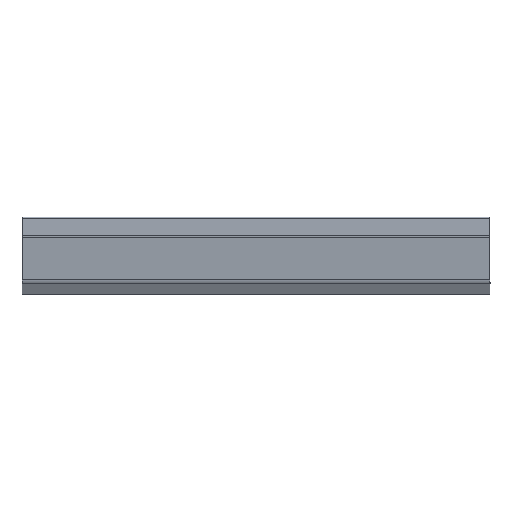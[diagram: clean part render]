
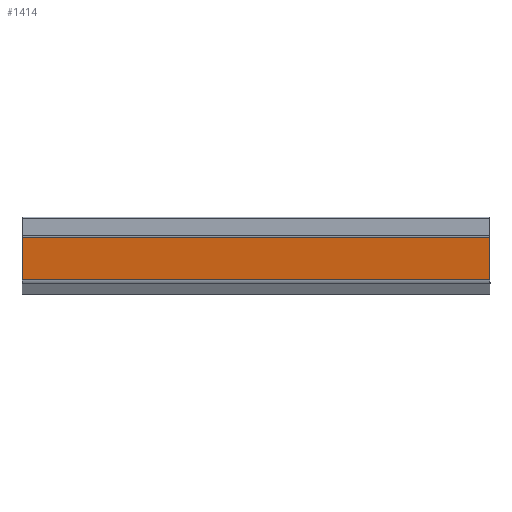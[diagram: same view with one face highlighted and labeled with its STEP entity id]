
A CAD part, left-side view. The second image highlights one B-rep face of the part: STEP entity #1414.
In plain terms, the highlighted planar face has unit normal (-0.994, 0, -0.107).
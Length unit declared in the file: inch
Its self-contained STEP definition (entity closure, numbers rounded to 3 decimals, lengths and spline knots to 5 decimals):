
#1 = VECTOR ( 'NONE', #751, 39.37008 ) ;
#90 = EDGE_CURVE ( 'NONE', #93, #427, #475, .T. ) ;
#93 = VERTEX_POINT ( 'NONE', #1323 ) ;
#127 = DIRECTION ( 'NONE',  ( -0.107, 0., 0.994 ) ) ;
#243 = CARTESIAN_POINT ( 'NONE',  ( -0.44878, 24., -3.22374 ) ) ;
#265 = DIRECTION ( 'NONE',  ( -0.107, 0., 0.994 ) ) ;
#309 = CARTESIAN_POINT ( 'NONE',  ( -0.4375, 0., -3.32883 ) ) ;
#322 = FACE_OUTER_BOUND ( 'NONE', #1158, .T. ) ;
#334 = CARTESIAN_POINT ( 'NONE',  ( -0.68464, 24., -1.02661 ) ) ;
#365 = AXIS2_PLACEMENT_3D ( 'NONE', #1368, #1140, #1234 ) ;
#427 = VERTEX_POINT ( 'NONE', #779 ) ;
#468 = LINE ( 'NONE', #243, #1277 ) ;
#475 = LINE ( 'NONE', #978, #1227 ) ;
#528 = DIRECTION ( 'NONE',  ( 0., -1., 0. ) ) ;
#552 = ORIENTED_EDGE ( 'NONE', *, *, #90, .F. ) ;
#572 = LINE ( 'NONE', #309, #713 ) ;
#584 = CARTESIAN_POINT ( 'NONE',  ( -0.68464, 0., -1.02661 ) ) ;
#713 = VECTOR ( 'NONE', #265, 39.37008 ) ;
#751 = DIRECTION ( 'NONE',  ( 0., 1., 0. ) ) ;
#760 = CARTESIAN_POINT ( 'NONE',  ( -0.44878, 0., -3.22374 ) ) ;
#779 = CARTESIAN_POINT ( 'NONE',  ( -0.68464, 24., -1.02661 ) ) ;
#978 = CARTESIAN_POINT ( 'NONE',  ( -0.4375, 24., -3.32883 ) ) ;
#979 = EDGE_CURVE ( 'NONE', #93, #1255, #468, .T. ) ;
#983 = EDGE_CURVE ( 'NONE', #1255, #1210, #572, .T. ) ;
#1140 = DIRECTION ( 'NONE',  ( 0.994, 0., 0.107 ) ) ;
#1158 = EDGE_LOOP ( 'NONE', ( #1296, #1474, #552, #1342 ) ) ;
#1190 = LINE ( 'NONE', #334, #1 ) ;
#1210 = VERTEX_POINT ( 'NONE', #584 ) ;
#1227 = VECTOR ( 'NONE', #127, 39.37008 ) ;
#1234 = DIRECTION ( 'NONE',  ( 0.107, 0., -0.994 ) ) ;
#1255 = VERTEX_POINT ( 'NONE', #760 ) ;
#1277 = VECTOR ( 'NONE', #528, 39.37008 ) ;
#1296 = ORIENTED_EDGE ( 'NONE', *, *, #983, .T. ) ;
#1323 = CARTESIAN_POINT ( 'NONE',  ( -0.44878, 24., -3.22374 ) ) ;
#1342 = ORIENTED_EDGE ( 'NONE', *, *, #979, .T. ) ;
#1368 = CARTESIAN_POINT ( 'NONE',  ( -0.4375, 24., -3.32883 ) ) ;
#1385 = PLANE ( 'NONE',  #365 ) ;
#1414 = ADVANCED_FACE ( 'NONE', ( #322 ), #1385, .F. ) ;
#1431 = EDGE_CURVE ( 'NONE', #1210, #427, #1190, .T. ) ;
#1474 = ORIENTED_EDGE ( 'NONE', *, *, #1431, .T. ) ;
